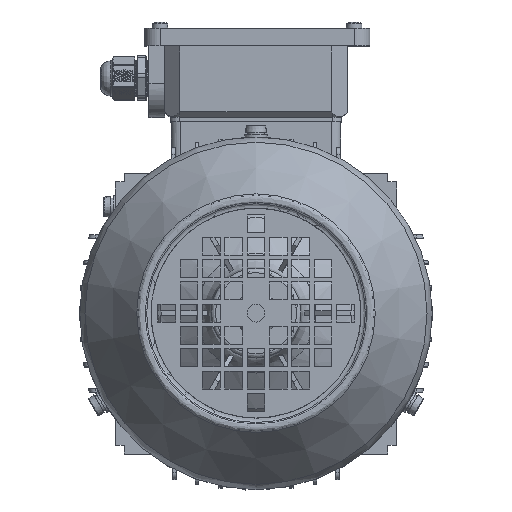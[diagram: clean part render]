
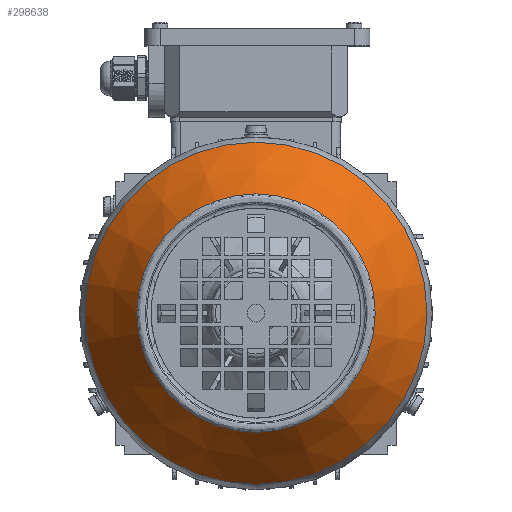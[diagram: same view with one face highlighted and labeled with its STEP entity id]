
A CAD part, top view. The second image highlights one B-rep face of the part: STEP entity #298638.
In plain terms, the highlighted conical face has half-angle 35 degrees and reference radius 76.649 mm.
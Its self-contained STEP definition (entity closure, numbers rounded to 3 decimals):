
#298579=CARTESIAN_POINT('',(153.96,72.904,37.512));
#298580=VERTEX_POINT('',#298579);
#298581=CARTESIAN_POINT('',(153.96,149.553,37.512));
#298582=DIRECTION('',(-0.0,-0.0,1.0));
#298583=DIRECTION('',(0.0,1.0,0.0));
#298584=AXIS2_PLACEMENT_3D('',#298581,#298582,#298583);
#298585=CIRCLE('',#298584,76.649);
#298586=EDGE_CURVE('n� 6',#298580,#298580,#298585,.T.);
#298606=CARTESIAN_POINT('',(153.96,96.095,70.633));
#298607=VERTEX_POINT('',#298606);
#298608=CARTESIAN_POINT('',(153.96,149.553,70.633));
#298609=DIRECTION('',(0.0,0.0,-1.0));
#298610=DIRECTION('',(0.0,1.0,0.0));
#298611=AXIS2_PLACEMENT_3D('',#298608,#298609,#298610);
#298612=CIRCLE('',#298611,53.457);
#298613=EDGE_CURVE('n� 14',#298607,#298607,#298612,.T.);
#298627=ORIENTED_EDGE('',*,*,#298613,.T.);
#298628=EDGE_LOOP('',(#298627));
#298629=FACE_OUTER_BOUND('',#298628,.T.);
#298630=ORIENTED_EDGE('',*,*,#298586,.T.);
#298631=EDGE_LOOP('',(#298630));
#298632=FACE_BOUND('',#298631,.T.);
#298633=CARTESIAN_POINT('',(153.96,149.553,37.512));
#298634=DIRECTION('',(-0.0,0.0,-1.0));
#298635=DIRECTION('',(-1.0,0.0,0.0));
#298636=AXIS2_PLACEMENT_3D('',#298633,#298634,#298635);
#298637=CONICAL_SURFACE('',#298636,76.649,0.611);
#298638=ADVANCED_FACE('n� 2',(#298629,#298632),#298637,.T.);
